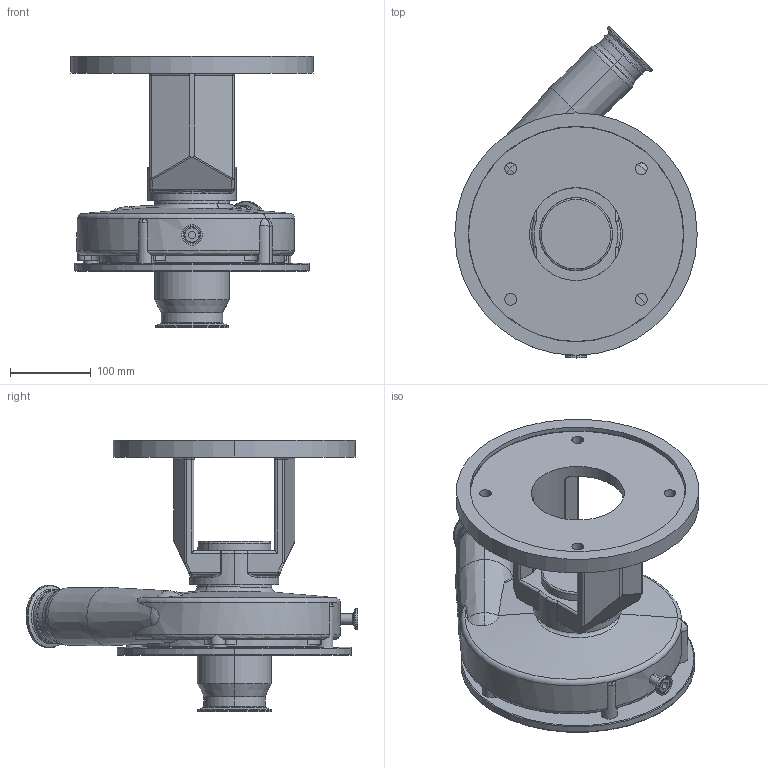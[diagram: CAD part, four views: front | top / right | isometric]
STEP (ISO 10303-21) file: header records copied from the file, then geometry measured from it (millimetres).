
FILE_DESCRIPTION (( 'STEP AP214' ), '1' );
FILE_NAME ('FPR 3541-542 280TC 45L 1-2 IN STR DRAIN.STEP', '2022-12-22T20:53:58', ( '' ), ( '' ), 'SwSTEP 2.0', 'SolidWorks 2021', '' );
FILE_SCHEMA (( 'AUTOMOTIVE_DESIGN' ));
Length unit declared in the file: millimetre
Products named in the file (1): FPR 3541-542 280TC 45L 1-2 IN STR DRAIN
Bounding box: 300 x 410.88 x 336.5 mm (x, y, z)
Volume: 5532228 mm3; surface area: 625522.8 mm2
Topology: 1 solids, 2 shells, 388 faces, 949 edges, 563 vertices
Faces by surface type: cylinder 142, torus 84, plane 63, bspline 45, cone 37, sphere 17
Entity records: 15809 total; most frequent: CARTESIAN_POINT 6881, DIRECTION 1912, ORIENTED_EDGE 1882, EDGE_CURVE 941, AXIS2_PLACEMENT_3D 819, VERTEX_POINT 563, CIRCLE 475, EDGE_LOOP 418
